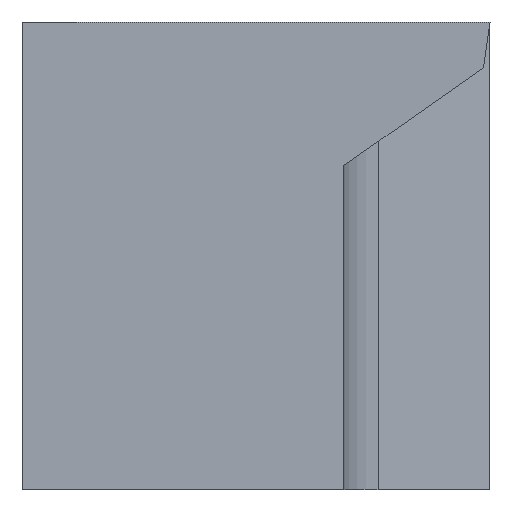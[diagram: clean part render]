
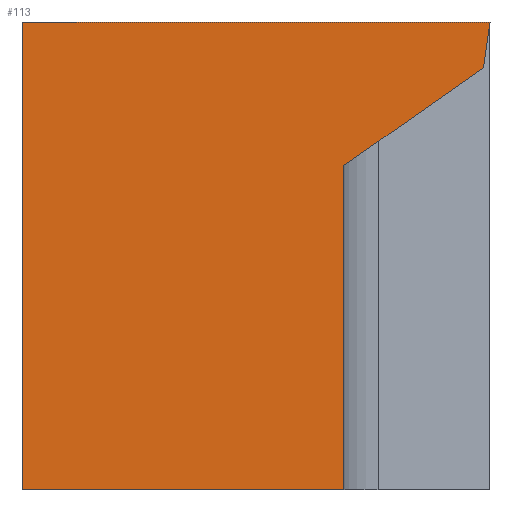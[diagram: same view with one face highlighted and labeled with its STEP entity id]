
A CAD part, left-side view. The second image highlights one B-rep face of the part: STEP entity #113.
In plain terms, the highlighted planar face has unit normal (-1, 0, 0).
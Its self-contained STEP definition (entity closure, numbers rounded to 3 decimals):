
#5 = DIRECTION ( 'NONE',  ( 0., -1., 0. ) ) ;
#11 = CARTESIAN_POINT ( 'NONE',  ( 0., 0., 0. ) ) ;
#23 = CARTESIAN_POINT ( 'NONE',  ( 0., 16., -16. ) ) ;
#28 = CARTESIAN_POINT ( 'NONE',  ( 0., 7.5, -3. ) ) ;
#42 = DIRECTION ( 'NONE',  ( 0., -1., 0. ) ) ;
#45 = DIRECTION ( 'NONE',  ( 0., 0., 1. ) ) ;
#49 = LINE ( 'NONE', #331, #160 ) ;
#52 = DIRECTION ( 'NONE',  ( 0., 0., 1. ) ) ;
#56 = VERTEX_POINT ( 'NONE', #203 ) ;
#72 = CARTESIAN_POINT ( 'NONE',  ( 0., 8.446, 0. ) ) ;
#78 = EDGE_CURVE ( 'NONE', #313, #194, #49, .T. ) ;
#90 = LINE ( 'NONE', #224, #92 ) ;
#91 = CARTESIAN_POINT ( 'NONE',  ( 0., 0.22, -1.565 ) ) ;
#92 = VECTOR ( 'NONE', #281, 1000. ) ;
#103 = VERTEX_POINT ( 'NONE', #148 ) ;
#113 = ADVANCED_FACE ( 'NONE', ( #165 ), #234, .F. ) ;
#114 = VERTEX_POINT ( 'NONE', #248 ) ;
#116 = ORIENTED_EDGE ( 'NONE', *, *, #78, .T. ) ;
#119 = EDGE_CURVE ( 'NONE', #56, #313, #90, .T. ) ;
#139 = CARTESIAN_POINT ( 'NONE',  ( 0., 5., -16. ) ) ;
#148 = CARTESIAN_POINT ( 'NONE',  ( 0., 5., -16. ) ) ;
#155 = VERTEX_POINT ( 'NONE', #23 ) ;
#160 = VECTOR ( 'NONE', #352, 1000. ) ;
#165 = FACE_OUTER_BOUND ( 'NONE', #227, .T. ) ;
#168 = ORIENTED_EDGE ( 'NONE', *, *, #289, .T. ) ;
#172 = LINE ( 'NONE', #72, #223 ) ;
#177 = EDGE_CURVE ( 'NONE', #155, #114, #262, .T. ) ;
#182 = ORIENTED_EDGE ( 'NONE', *, *, #241, .T. ) ;
#194 = VERTEX_POINT ( 'NONE', #11 ) ;
#203 = CARTESIAN_POINT ( 'NONE',  ( 0., 5., -4.912 ) ) ;
#205 = ORIENTED_EDGE ( 'NONE', *, *, #119, .T. ) ;
#213 = ORIENTED_EDGE ( 'NONE', *, *, #177, .F. ) ;
#216 = CARTESIAN_POINT ( 'NONE',  ( 0., 25., -16. ) ) ;
#222 = DIRECTION ( 'NONE',  ( 0., 1., 0. ) ) ;
#223 = VECTOR ( 'NONE', #222, 1000. ) ;
#224 = CARTESIAN_POINT ( 'NONE',  ( 0., 0.22, -1.565 ) ) ;
#227 = EDGE_LOOP ( 'NONE', ( #325, #213, #182, #168, #205, #116 ) ) ;
#234 = PLANE ( 'NONE',  #304 ) ;
#241 = EDGE_CURVE ( 'NONE', #155, #103, #245, .T. ) ;
#245 = LINE ( 'NONE', #216, #358 ) ;
#248 = CARTESIAN_POINT ( 'NONE',  ( 0., 16., 0. ) ) ;
#258 = VECTOR ( 'NONE', #45, 1000. ) ;
#262 = LINE ( 'NONE', #292, #285 ) ;
#281 = DIRECTION ( 'NONE',  ( 0., -0.819, 0.574 ) ) ;
#282 = DIRECTION ( 'NONE',  ( 1., 0., 0. ) ) ;
#285 = VECTOR ( 'NONE', #52, 1000. ) ;
#289 = EDGE_CURVE ( 'NONE', #103, #56, #294, .T. ) ;
#292 = CARTESIAN_POINT ( 'NONE',  ( 0., 16., -16. ) ) ;
#294 = LINE ( 'NONE', #139, #258 ) ;
#304 = AXIS2_PLACEMENT_3D ( 'NONE', #28, #282, #42 ) ;
#313 = VERTEX_POINT ( 'NONE', #91 ) ;
#325 = ORIENTED_EDGE ( 'NONE', *, *, #346, .T. ) ;
#331 = CARTESIAN_POINT ( 'NONE',  ( 0., 0., 0. ) ) ;
#346 = EDGE_CURVE ( 'NONE', #194, #114, #172, .T. ) ;
#352 = DIRECTION ( 'NONE',  ( 0., -0.139, 0.99 ) ) ;
#358 = VECTOR ( 'NONE', #5, 1000. ) ;
